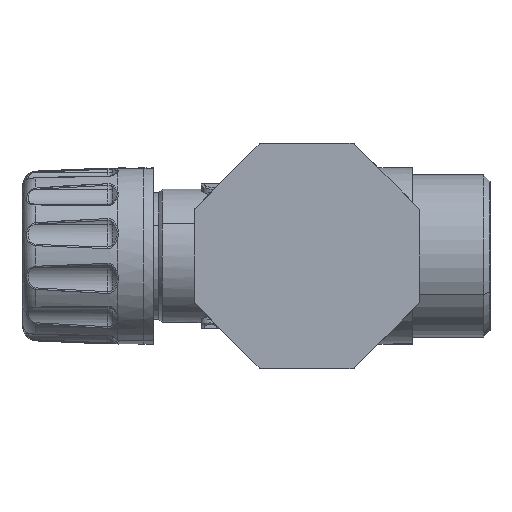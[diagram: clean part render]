
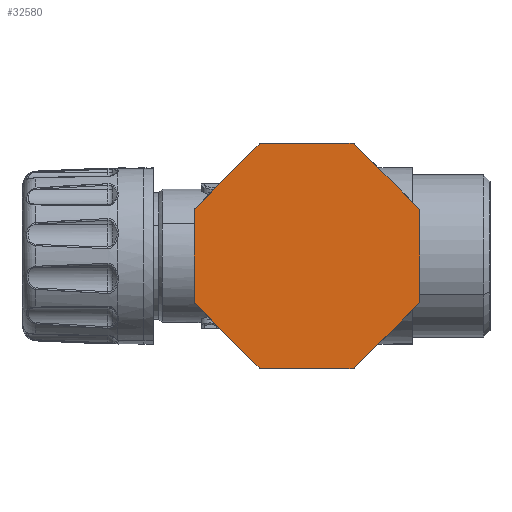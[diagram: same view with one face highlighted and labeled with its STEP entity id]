
A CAD part, left-side view. The second image highlights one B-rep face of the part: STEP entity #32580.
In plain terms, the highlighted planar face has unit normal (-1, 0, 0).
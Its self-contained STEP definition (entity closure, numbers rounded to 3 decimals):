
#25662=CARTESIAN_POINT('Vertex',(-29.,-6.774,15.854)) ;
#25678=CARTESIAN_POINT('Vertex',(-29.,-6.42,16.)) ;
#25681=CARTESIAN_POINT('Axis2P3D Location',(-29.,-6.42,15.5)) ;
#25702=CARTESIAN_POINT('Vertex',(-29.,6.774,-15.854)) ;
#25718=CARTESIAN_POINT('Vertex',(-29.,6.42,-16.)) ;
#25721=CARTESIAN_POINT('Axis2P3D Location',(-29.,6.42,-15.5)) ;
#25742=CARTESIAN_POINT('Vertex',(-29.,16.,-6.42)) ;
#25758=CARTESIAN_POINT('Vertex',(-29.,15.854,-6.774)) ;
#25761=CARTESIAN_POINT('Axis2P3D Location',(-29.,15.5,-6.42)) ;
#25784=CARTESIAN_POINT('Vertex',(-29.,6.42,16.)) ;
#25798=CARTESIAN_POINT('Vertex',(-29.,6.774,15.854)) ;
#25801=CARTESIAN_POINT('Axis2P3D Location',(-29.,6.42,15.5)) ;
#25822=CARTESIAN_POINT('Vertex',(-29.,15.854,6.774)) ;
#25838=CARTESIAN_POINT('Vertex',(-29.,16.,6.42)) ;
#25841=CARTESIAN_POINT('Axis2P3D Location',(-29.,15.5,6.42)) ;
#25862=CARTESIAN_POINT('Vertex',(-29.,-6.42,-16.)) ;
#25878=CARTESIAN_POINT('Vertex',(-29.,-6.774,-15.854)) ;
#25881=CARTESIAN_POINT('Axis2P3D Location',(-29.,-6.42,-15.5)) ;
#32409=CARTESIAN_POINT('Line Origine',(-29.,0.,16.)) ;
#32453=CARTESIAN_POINT('Vertex',(-29.,-15.854,6.774)) ;
#32475=CARTESIAN_POINT('Line Origine',(-29.,-11.314,11.314)) ;
#32496=CARTESIAN_POINT('Vertex',(-29.,-16.,6.42)) ;
#32506=CARTESIAN_POINT('Axis2P3D Location',(-29.,-15.5,6.42)) ;
#32518=CARTESIAN_POINT('Axis2P3D Location',(-29.,18.,0.)) ;
#32523=CARTESIAN_POINT('Line Origine',(-29.,11.314,11.314)) ;
#32528=CARTESIAN_POINT('Line Origine',(-29.,16.,0.)) ;
#32533=CARTESIAN_POINT('Line Origine',(-29.,11.314,-11.314)) ;
#32538=CARTESIAN_POINT('Line Origine',(-29.,0.,-16.)) ;
#32543=CARTESIAN_POINT('Line Origine',(-29.,-11.314,-11.314)) ;
#32547=CARTESIAN_POINT('Vertex',(-29.,-15.854,-6.774)) ;
#32550=CARTESIAN_POINT('Axis2P3D Location',(-29.,-15.5,-6.42)) ;
#32554=CARTESIAN_POINT('Vertex',(-29.,-16.,-6.42)) ;
#32557=CARTESIAN_POINT('Line Origine',(-29.,-16.,0.)) ;
#25682=DIRECTION('Axis2P3D Direction',(1.,0.,0.)) ;
#25722=DIRECTION('Axis2P3D Direction',(1.,0.,0.)) ;
#25762=DIRECTION('Axis2P3D Direction',(1.,0.,0.)) ;
#25802=DIRECTION('Axis2P3D Direction',(1.,0.,-0.)) ;
#25842=DIRECTION('Axis2P3D Direction',(1.,0.,-0.)) ;
#25882=DIRECTION('Axis2P3D Direction',(1.,0.,0.)) ;
#32410=DIRECTION('Vector Direction',(0.,-1.,0.)) ;
#32476=DIRECTION('Vector Direction',(0.,-0.707,-0.707)) ;
#32507=DIRECTION('Axis2P3D Direction',(1.,0.,0.)) ;
#32519=DIRECTION('Axis2P3D Direction',(1.,0.,0.)) ;
#32520=DIRECTION('Axis2P3D XDirection',(0.,1.,0.)) ;
#32524=DIRECTION('Vector Direction',(0.,-0.707,0.707)) ;
#32529=DIRECTION('Vector Direction',(0.,0.,1.)) ;
#32534=DIRECTION('Vector Direction',(0.,0.707,0.707)) ;
#32539=DIRECTION('Vector Direction',(0.,1.,0.)) ;
#32544=DIRECTION('Vector Direction',(0.,0.707,-0.707)) ;
#32551=DIRECTION('Axis2P3D Direction',(1.,0.,0.)) ;
#32558=DIRECTION('Vector Direction',(0.,0.,-1.)) ;
#25683=AXIS2_PLACEMENT_3D('Circle Axis2P3D',#25681,#25682,$) ;
#25723=AXIS2_PLACEMENT_3D('Circle Axis2P3D',#25721,#25722,$) ;
#25763=AXIS2_PLACEMENT_3D('Circle Axis2P3D',#25761,#25762,$) ;
#25803=AXIS2_PLACEMENT_3D('Circle Axis2P3D',#25801,#25802,$) ;
#25843=AXIS2_PLACEMENT_3D('Circle Axis2P3D',#25841,#25842,$) ;
#25883=AXIS2_PLACEMENT_3D('Circle Axis2P3D',#25881,#25882,$) ;
#32508=AXIS2_PLACEMENT_3D('Circle Axis2P3D',#32506,#32507,$) ;
#32521=AXIS2_PLACEMENT_3D('Plane Axis2P3D',#32518,#32519,#32520) ;
#32552=AXIS2_PLACEMENT_3D('Circle Axis2P3D',#32550,#32551,$) ;
#32563=ORIENTED_EDGE('',*,*,#32413,.F.) ;
#32564=ORIENTED_EDGE('',*,*,#25805,.T.) ;
#32565=ORIENTED_EDGE('',*,*,#32527,.F.) ;
#32566=ORIENTED_EDGE('',*,*,#25845,.T.) ;
#32567=ORIENTED_EDGE('',*,*,#32532,.F.) ;
#32568=ORIENTED_EDGE('',*,*,#25765,.T.) ;
#32569=ORIENTED_EDGE('',*,*,#32537,.F.) ;
#32570=ORIENTED_EDGE('',*,*,#25725,.T.) ;
#32571=ORIENTED_EDGE('',*,*,#32542,.F.) ;
#32572=ORIENTED_EDGE('',*,*,#25885,.T.) ;
#32573=ORIENTED_EDGE('',*,*,#32549,.F.) ;
#32574=ORIENTED_EDGE('',*,*,#32556,.T.) ;
#32575=ORIENTED_EDGE('',*,*,#32561,.F.) ;
#32576=ORIENTED_EDGE('',*,*,#32510,.T.) ;
#32577=ORIENTED_EDGE('',*,*,#32479,.F.) ;
#32578=ORIENTED_EDGE('',*,*,#25685,.T.) ;
#32411=VECTOR('Line Direction',#32410,1.) ;
#32477=VECTOR('Line Direction',#32476,1.) ;
#32525=VECTOR('Line Direction',#32524,1.) ;
#32530=VECTOR('Line Direction',#32529,1.) ;
#32535=VECTOR('Line Direction',#32534,1.) ;
#32540=VECTOR('Line Direction',#32539,1.) ;
#32545=VECTOR('Line Direction',#32544,1.) ;
#32559=VECTOR('Line Direction',#32558,1.) ;
#32580=ADVANCED_FACE('PartBody',(#32579),#32522,.F.) ;
#25684=CIRCLE('generated circle',#25683,0.5) ;
#25724=CIRCLE('generated circle',#25723,0.5) ;
#25764=CIRCLE('generated circle',#25763,0.5) ;
#25804=CIRCLE('generated circle',#25803,0.5) ;
#25844=CIRCLE('generated circle',#25843,0.5) ;
#25884=CIRCLE('generated circle',#25883,0.5) ;
#32509=CIRCLE('generated circle',#32508,0.5) ;
#32553=CIRCLE('generated circle',#32552,0.5) ;
#25685=EDGE_CURVE('',#25663,#25679,#25684,.F.) ;
#25725=EDGE_CURVE('',#25703,#25719,#25724,.F.) ;
#25765=EDGE_CURVE('',#25743,#25759,#25764,.F.) ;
#25805=EDGE_CURVE('',#25785,#25799,#25804,.F.) ;
#25845=EDGE_CURVE('',#25823,#25839,#25844,.F.) ;
#25885=EDGE_CURVE('',#25863,#25879,#25884,.F.) ;
#32413=EDGE_CURVE('',#25785,#25679,#32412,.T.) ;
#32479=EDGE_CURVE('',#25663,#32454,#32478,.T.) ;
#32510=EDGE_CURVE('',#32497,#32454,#32509,.F.) ;
#32527=EDGE_CURVE('',#25823,#25799,#32526,.T.) ;
#32532=EDGE_CURVE('',#25743,#25839,#32531,.T.) ;
#32537=EDGE_CURVE('',#25703,#25759,#32536,.T.) ;
#32542=EDGE_CURVE('',#25863,#25719,#32541,.T.) ;
#32549=EDGE_CURVE('',#32548,#25879,#32546,.T.) ;
#32556=EDGE_CURVE('',#32548,#32555,#32553,.F.) ;
#32561=EDGE_CURVE('',#32497,#32555,#32560,.T.) ;
#32562=EDGE_LOOP('',(#32563,#32564,#32565,#32566,#32567,#32568,#32569,#32570,#32571,#32572,#32573,#32574,#32575,#32576,#32577,#32578)) ;
#32579=FACE_OUTER_BOUND('',#32562,.T.) ;
#32412=LINE('Line',#32409,#32411) ;
#32478=LINE('Line',#32475,#32477) ;
#32526=LINE('Line',#32523,#32525) ;
#32531=LINE('Line',#32528,#32530) ;
#32536=LINE('Line',#32533,#32535) ;
#32541=LINE('Line',#32538,#32540) ;
#32546=LINE('Line',#32543,#32545) ;
#32560=LINE('Line',#32557,#32559) ;
#32522=PLANE('',#32521) ;
#25663=VERTEX_POINT('',#25662) ;
#25679=VERTEX_POINT('',#25678) ;
#25703=VERTEX_POINT('',#25702) ;
#25719=VERTEX_POINT('',#25718) ;
#25743=VERTEX_POINT('',#25742) ;
#25759=VERTEX_POINT('',#25758) ;
#25785=VERTEX_POINT('',#25784) ;
#25799=VERTEX_POINT('',#25798) ;
#25823=VERTEX_POINT('',#25822) ;
#25839=VERTEX_POINT('',#25838) ;
#25863=VERTEX_POINT('',#25862) ;
#25879=VERTEX_POINT('',#25878) ;
#32454=VERTEX_POINT('',#32453) ;
#32497=VERTEX_POINT('',#32496) ;
#32548=VERTEX_POINT('',#32547) ;
#32555=VERTEX_POINT('',#32554) ;
